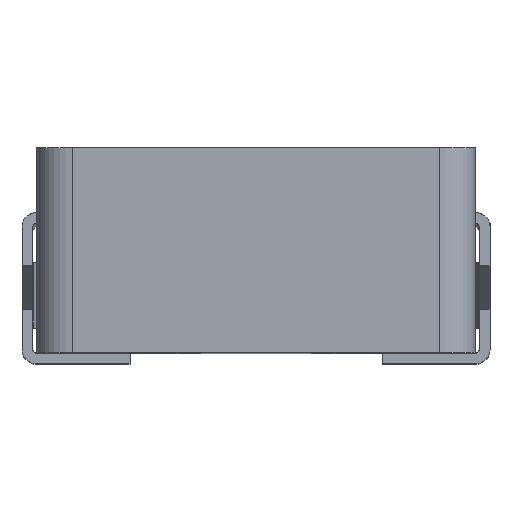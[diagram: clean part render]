
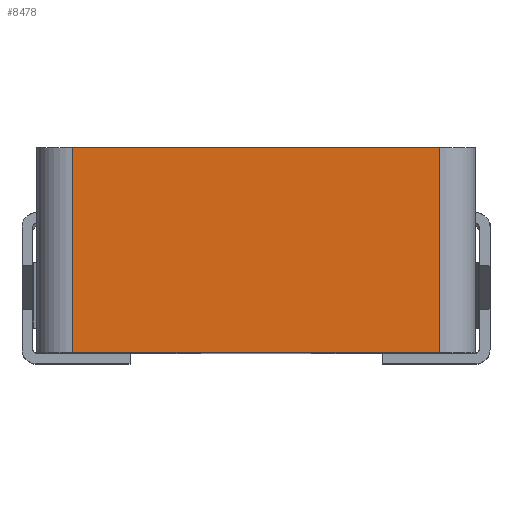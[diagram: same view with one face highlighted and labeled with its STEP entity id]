
A CAD part, top view. The second image highlights one B-rep face of the part: STEP entity #8478.
In plain terms, the highlighted planar face has unit normal (0, 0, 1).
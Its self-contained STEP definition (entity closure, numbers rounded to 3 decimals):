
#497 = VERTEX_POINT ( 'NONE', #3853 ) ;
#1182 = LINE ( 'NONE', #8930, #6846 ) ;
#1289 = EDGE_CURVE ( 'NONE', #11972, #497, #13370, .T. ) ;
#1485 = AXIS2_PLACEMENT_3D ( 'NONE', #10818, #4431, #11918 ) ;
#2552 = DIRECTION ( 'NONE',  ( 1., 0., 0. ) ) ;
#3853 = CARTESIAN_POINT ( 'NONE',  ( 2.55, 0.9, 3. ) ) ;
#3979 = DIRECTION ( 'NONE',  ( 0., 1., 0. ) ) ;
#4431 = DIRECTION ( 'NONE',  ( 0., 0., 1. ) ) ;
#4531 = EDGE_CURVE ( 'NONE', #7174, #8972, #6418, .T. ) ;
#4816 = FACE_OUTER_BOUND ( 'NONE', #6323, .T. ) ;
#4830 = VECTOR ( 'NONE', #3979, 1000. ) ;
#5475 = PLANE ( 'NONE',  #1485 ) ;
#6193 = ORIENTED_EDGE ( 'NONE', *, *, #8113, .T. ) ;
#6323 = EDGE_LOOP ( 'NONE', ( #9593, #6510, #7184, #6193 ) ) ;
#6389 = CARTESIAN_POINT ( 'NONE',  ( -2.55, 0.9, 3. ) ) ;
#6418 = LINE ( 'NONE', #7794, #11757 ) ;
#6510 = ORIENTED_EDGE ( 'NONE', *, *, #9701, .F. ) ;
#6550 = LINE ( 'NONE', #9512, #9374 ) ;
#6846 = VECTOR ( 'NONE', #2552, 1000. ) ;
#7174 = VERTEX_POINT ( 'NONE', #11234 ) ;
#7184 = ORIENTED_EDGE ( 'NONE', *, *, #4531, .F. ) ;
#7620 = DIRECTION ( 'NONE',  ( 0., 1., 0. ) ) ;
#7794 = CARTESIAN_POINT ( 'NONE',  ( -2.55, -1.95, 3. ) ) ;
#8113 = EDGE_CURVE ( 'NONE', #7174, #11972, #1182, .T. ) ;
#8478 = ADVANCED_FACE ( 'NONE', ( #4816 ), #5475, .T. ) ;
#8520 = DIRECTION ( 'NONE',  ( 1., 0., 0. ) ) ;
#8930 = CARTESIAN_POINT ( 'NONE',  ( 2.55, -1.95, 3. ) ) ;
#8972 = VERTEX_POINT ( 'NONE', #6389 ) ;
#9374 = VECTOR ( 'NONE', #8520, 1000. ) ;
#9512 = CARTESIAN_POINT ( 'NONE',  ( 2.55, 0.9, 3. ) ) ;
#9593 = ORIENTED_EDGE ( 'NONE', *, *, #1289, .T. ) ;
#9701 = EDGE_CURVE ( 'NONE', #8972, #497, #6550, .T. ) ;
#10818 = CARTESIAN_POINT ( 'NONE',  ( 2.55, -1.95, 3. ) ) ;
#11234 = CARTESIAN_POINT ( 'NONE',  ( -2.55, -1.95, 3. ) ) ;
#11439 = CARTESIAN_POINT ( 'NONE',  ( 2.55, -1.95, 3. ) ) ;
#11743 = CARTESIAN_POINT ( 'NONE',  ( 2.55, -1.95, 3. ) ) ;
#11757 = VECTOR ( 'NONE', #7620, 1000. ) ;
#11918 = DIRECTION ( 'NONE',  ( 1., 0., 0. ) ) ;
#11972 = VERTEX_POINT ( 'NONE', #11743 ) ;
#13370 = LINE ( 'NONE', #11439, #4830 ) ;
